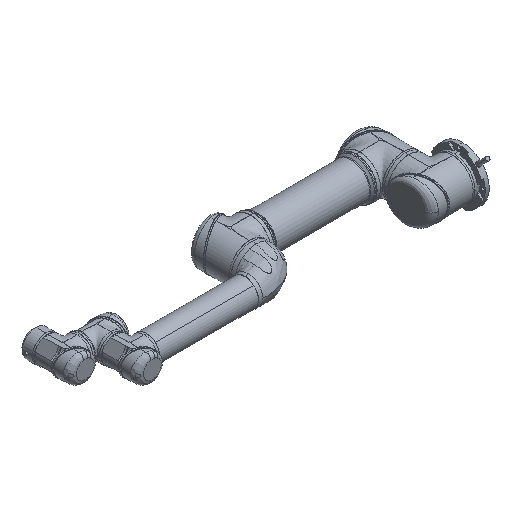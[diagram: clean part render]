
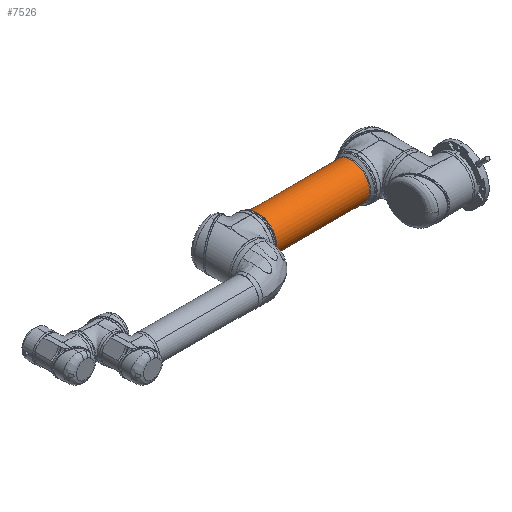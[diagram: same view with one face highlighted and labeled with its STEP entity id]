
A CAD part, isometric view. The second image highlights one B-rep face of the part: STEP entity #7526.
In plain terms, the highlighted cylindrical face has radius 50.13 mm (diameter 100.26 mm), a partial arc.
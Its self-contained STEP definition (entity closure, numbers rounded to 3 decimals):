
#7364 = VERTEX_POINT ( 'NONE', #33751 ) ;
#7380 = VERTEX_POINT ( 'NONE', #33803 ) ;
#7419 = VERTEX_POINT ( 'NONE', #32833 ) ;
#7421 = VERTEX_POINT ( 'NONE', #32832 ) ;
#7526 = ADVANCED_FACE ( 'NONE', ( #33145 ), #33143, .T. ) ;
#7527 = EDGE_LOOP ( 'NONE', ( #7528, #7530, #7532, #7534 ) ) ;
#7528 = ORIENTED_EDGE ( 'NONE', *, *, #7529, .T. ) ;
#7529 = EDGE_CURVE ( 'NONE', #7421, #7419, #33080, .T. ) ;
#7530 = ORIENTED_EDGE ( 'NONE', *, *, #7531, .T. ) ;
#7531 = EDGE_CURVE ( 'NONE', #7419, #7364, #33047, .T. ) ;
#7532 = ORIENTED_EDGE ( 'NONE', *, *, #7533, .T. ) ;
#7533 = EDGE_CURVE ( 'NONE', #7364, #7380, #33269, .T. ) ;
#7534 = ORIENTED_EDGE ( 'NONE', *, *, #7535, .F. ) ;
#7535 = EDGE_CURVE ( 'NONE', #7421, #7380, #33235, .T. ) ;
#32832 = CARTESIAN_POINT ( 'NONE',  ( -128.887, 0., -50.13 ) ) ;
#32833 = CARTESIAN_POINT ( 'NONE',  ( -128.887, 0., 50.13 ) ) ;
#33042 = DIRECTION ( 'NONE',  ( 1., 0., 0. ) ) ;
#33043 = VECTOR ( 'NONE', #33042, 1000. ) ;
#33045 = CARTESIAN_POINT ( 'NONE',  ( 0., 0., 50.13 ) ) ;
#33047 = LINE ( 'NONE', #33045, #33043 ) ;
#33076 = DIRECTION ( 'NONE',  ( 0., 0., -1. ) ) ;
#33077 = DIRECTION ( 'NONE',  ( 1., 0., 0. ) ) ;
#33078 = CARTESIAN_POINT ( 'NONE',  ( -128.887, 0., 0. ) ) ;
#33079 = AXIS2_PLACEMENT_3D ( 'NONE', #33078, #33077, #33076 ) ;
#33080 = CIRCLE ( 'NONE', #33079, 50.13 ) ;
#33081 = DIRECTION ( 'NONE',  ( 0., 0., -1. ) ) ;
#33082 = DIRECTION ( 'NONE',  ( 1., 0., 0. ) ) ;
#33083 = CARTESIAN_POINT ( 'NONE',  ( 0., 0., 0. ) ) ;
#33084 = AXIS2_PLACEMENT_3D ( 'NONE', #33083, #33082, #33081 ) ;
#33143 = CYLINDRICAL_SURFACE ( 'NONE', #33084, 50.13 ) ;
#33145 = FACE_OUTER_BOUND ( 'NONE', #7527, .T. ) ;
#33232 = DIRECTION ( 'NONE',  ( 1., 0., 0. ) ) ;
#33233 = VECTOR ( 'NONE', #33232, 1000. ) ;
#33234 = CARTESIAN_POINT ( 'NONE',  ( 0., 0., -50.13 ) ) ;
#33235 = LINE ( 'NONE', #33234, #33233 ) ;
#33268 = AXIS2_PLACEMENT_3D ( 'NONE', #33270, #33292, #33291 ) ;
#33269 = CIRCLE ( 'NONE', #33268, 50.13 ) ;
#33270 = CARTESIAN_POINT ( 'NONE',  ( 128.887, 0., 0. ) ) ;
#33291 = DIRECTION ( 'NONE',  ( 0., 0., -1. ) ) ;
#33292 = DIRECTION ( 'NONE',  ( -1., 0., 0. ) ) ;
#33751 = CARTESIAN_POINT ( 'NONE',  ( 128.887, 0., 50.13 ) ) ;
#33803 = CARTESIAN_POINT ( 'NONE',  ( 128.887, 0., -50.13 ) ) ;
